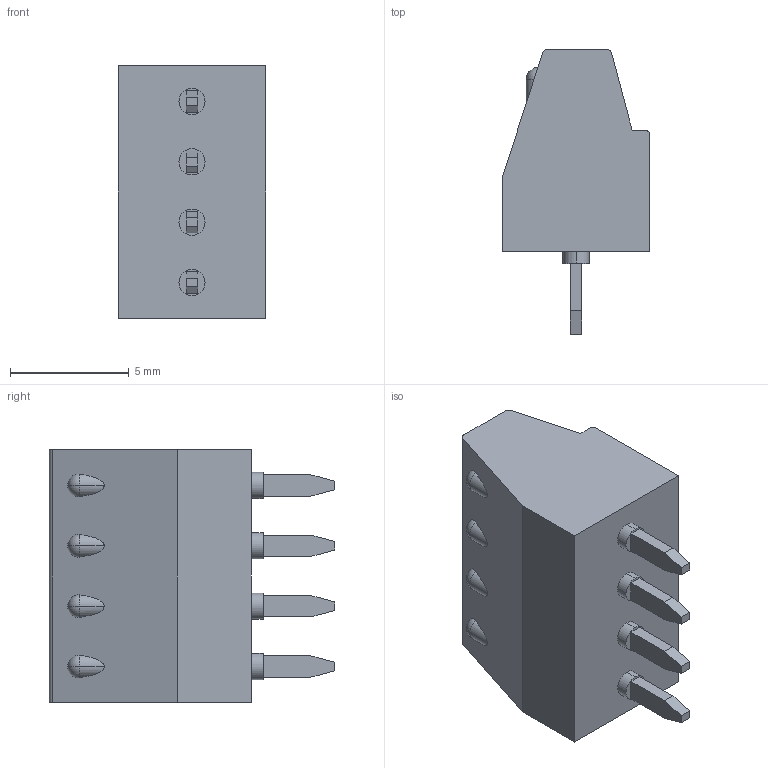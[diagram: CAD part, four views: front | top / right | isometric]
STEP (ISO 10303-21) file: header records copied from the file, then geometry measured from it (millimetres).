
FILE_DESCRIPTION (( 'STEP AP203' ), '1' );
FILE_NAME ('1725672.STEP', '2021-03-23T06:36:14', ( 'Admin' ), ( '' ), 'SwSTEP 2.0', 'SolidWorks 2018', '' );
FILE_SCHEMA (( 'CONFIG_CONTROL_DESIGN' ));
Length unit declared in the file: millimetre
Products named in the file (1): 1725672
Bounding box: 6.2 x 12 x 10.62 mm (x, y, z)
Volume: 426.3 mm3; surface area: 548.2 mm2
Topology: 1 solids, 1 shells, 203 faces, 499 edges, 326 vertices
Faces by surface type: plane 128, cylinder 67, sphere 8
Entity records: 6064 total; most frequent: CARTESIAN_POINT 1133, DIRECTION 1013, ORIENTED_EDGE 998, EDGE_CURVE 499, AXIS2_PLACEMENT_3D 342, LINE 329, VECTOR 329, VERTEX_POINT 326
